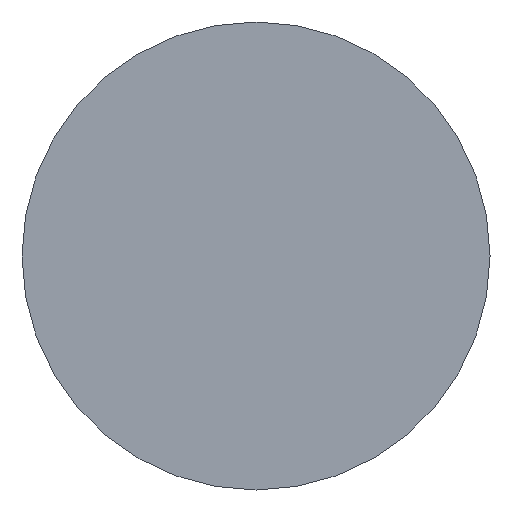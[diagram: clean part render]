
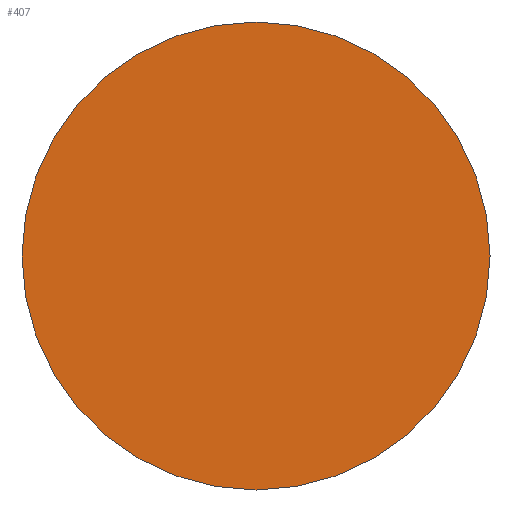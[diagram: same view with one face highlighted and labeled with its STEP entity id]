
A CAD part, left-side view. The second image highlights one B-rep face of the part: STEP entity #407.
In plain terms, the highlighted planar face has unit normal (-1, 0, 0).
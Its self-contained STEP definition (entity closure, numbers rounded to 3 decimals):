
#9 = VERTEX_POINT ( 'NONE', #13 ) ;
#13 = CARTESIAN_POINT ( 'NONE',  ( -9., 0., -12.5 ) ) ;
#46 = ORIENTED_EDGE ( 'NONE', *, *, #233, .T. ) ;
#58 = CARTESIAN_POINT ( 'NONE',  ( -9., 0., 12.5 ) ) ;
#101 = CARTESIAN_POINT ( 'NONE',  ( -9., 0., 0. ) ) ;
#123 = CIRCLE ( 'NONE', #230, 12.5 ) ;
#149 = FACE_OUTER_BOUND ( 'NONE', #580, .T. ) ;
#206 = DIRECTION ( 'NONE',  ( 0., 0., 1. ) ) ;
#230 = AXIS2_PLACEMENT_3D ( 'NONE', #454, #315, #417 ) ;
#233 = EDGE_CURVE ( 'NONE', #9, #303, #123, .T. ) ;
#275 = EDGE_CURVE ( 'NONE', #303, #9, #353, .T. ) ;
#284 = DIRECTION ( 'NONE',  ( -1., 0., 0. ) ) ;
#303 = VERTEX_POINT ( 'NONE', #58 ) ;
#315 = DIRECTION ( 'NONE',  ( -1., 0., 0. ) ) ;
#338 = DIRECTION ( 'NONE',  ( -1., 0., 0. ) ) ;
#353 = CIRCLE ( 'NONE', #566, 12.5 ) ;
#407 = ADVANCED_FACE ( 'NONE', ( #149 ), #516, .T. ) ;
#417 = DIRECTION ( 'NONE',  ( 0., 0., 1. ) ) ;
#434 = AXIS2_PLACEMENT_3D ( 'NONE', #101, #284, #206 ) ;
#454 = CARTESIAN_POINT ( 'NONE',  ( -9., 0., 0. ) ) ;
#470 = ORIENTED_EDGE ( 'NONE', *, *, #275, .T. ) ;
#476 = CARTESIAN_POINT ( 'NONE',  ( -9., 0., 0. ) ) ;
#478 = DIRECTION ( 'NONE',  ( 0., 0., 1. ) ) ;
#516 = PLANE ( 'NONE',  #434 ) ;
#566 = AXIS2_PLACEMENT_3D ( 'NONE', #476, #338, #478 ) ;
#580 = EDGE_LOOP ( 'NONE', ( #46, #470 ) ) ;
